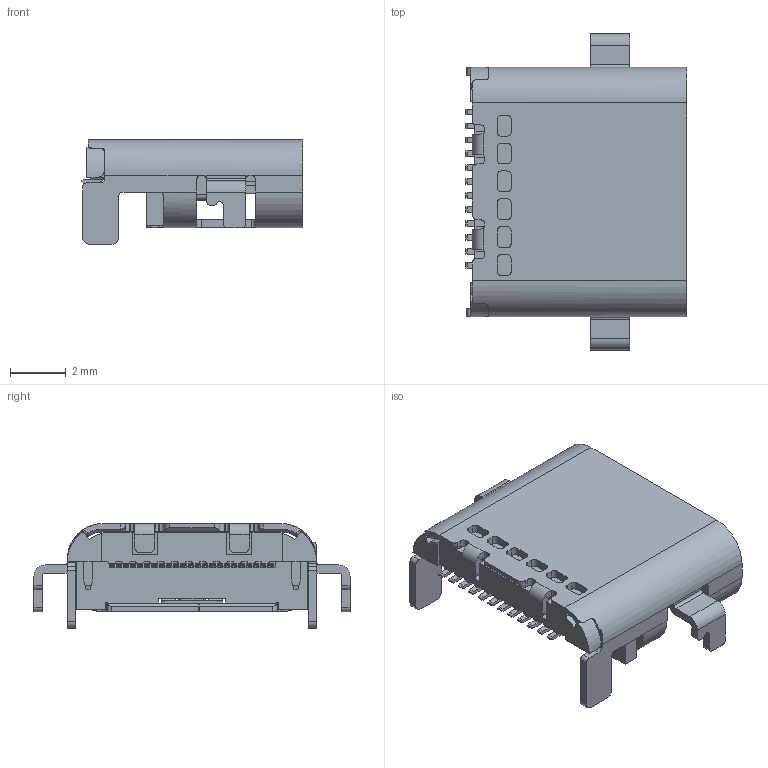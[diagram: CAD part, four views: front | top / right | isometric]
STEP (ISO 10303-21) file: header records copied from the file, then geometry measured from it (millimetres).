
FILE_DESCRIPTION((''),'2;1');
FILE_NAME('PRT0001','2025-02-28T16:59:10',('Administrator'),(''),'CREO PARAMETRIC BY PTC INC, 2020154','CREO PARAMETRIC BY PTC INC, 2020154','');
FILE_SCHEMA(('AUTOMOTIVE_DESIGN { 1 0 10303 214 1 1 1 1 }'));
Length unit declared in the file: millimetre
Products named in the file (1): PRT0001
Bounding box: 7.95 x 11.34 x 3.76 mm (x, y, z)
Volume: 100.9 mm3; surface area: 530.5 mm2
Topology: 1 solids, 1 shells, 1086 faces, 3135 edges, 2038 vertices
Faces by surface type: plane 774, cylinder 268, cone 20, bspline 12, torus 12
Entity records: 41930 total; most frequent: CARTESIAN_POINT 7702, ORIENTED_EDGE 6270, DIRECTION 5668, EDGE_CURVE 3135, VECTOR 2333, LINE 2333, VERTEX_POINT 2038, AXIS2_PLACEMENT_3D 1666
